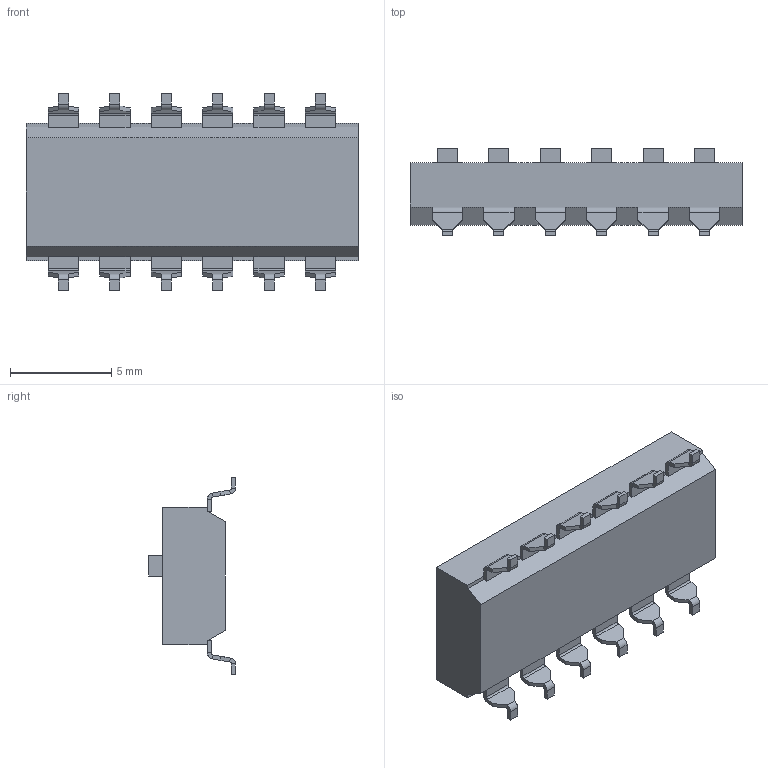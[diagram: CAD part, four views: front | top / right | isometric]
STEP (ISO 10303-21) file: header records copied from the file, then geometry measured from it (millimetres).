
FILE_DESCRIPTION (( 'STEP AP214' ), '1' );
FILE_NAME ('KLS7-KL-06.STEP', '2024-01-31T14:15:53', ( '' ), ( '' ), 'SwSTEP 2.0', 'SolidWorks 2023', '' );
FILE_SCHEMA (( 'AUTOMOTIVE_DESIGN' ));
Length unit declared in the file: millimetre
Products named in the file (1): KLS7-KL-06
Bounding box: 16.4 x 4.3 x 9.69 mm (x, y, z)
Volume: 334.5 mm3; surface area: 493.5 mm2
Topology: 13 solids, 13 shells, 412 faces, 936 edges, 556 vertices
Faces by surface type: plane 364, cylinder 48
Entity records: 15787 total; most frequent: CARTESIAN_POINT 1905, ORIENTED_EDGE 1872, DIRECTION 1858, EDGE_CURVE 936, VECTOR 840, LINE 840, VERTEX_POINT 556, AXIS2_PLACEMENT_3D 509
